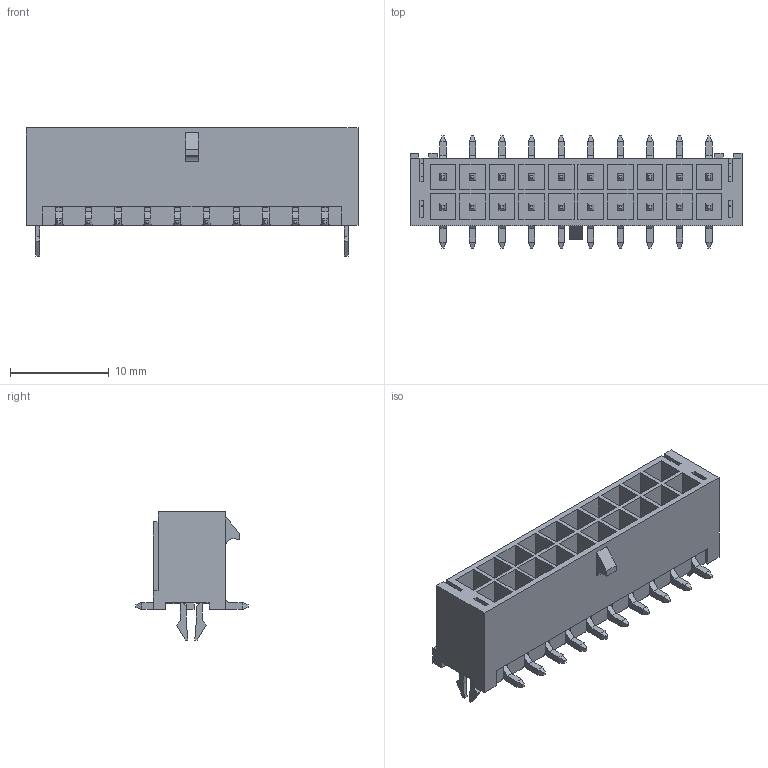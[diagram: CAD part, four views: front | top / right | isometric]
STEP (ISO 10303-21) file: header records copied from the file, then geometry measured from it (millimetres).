
FILE_DESCRIPTION(/* description */ ('Unknown'),/* implementation_level */ '2;1');
FILE_NAME(/* name */ '662020235922',/* time_stamp */ '2017-07-06T09:20:55+02:00',/* author */ ('Unknown'),/* organization */ ('Unknown'),/* preprocessor_version */ 'ST-DEVELOPER v16.7',/* originating_system */ 'DEX',/* authorisation */ $);
FILE_SCHEMA (('AUTOMOTIVE_DESIGN {1 0 10303 214 3 1 1}'));
Length unit declared in the file: millimetre
Products named in the file (4): 6620xx235922; 662020235922; 6620xx235922_PIN
Assembly tree (23 placements, depth 2):
  6620xx235922
    662020235922
    6620xx235922  x2
    6620xx235922_PIN  x20
Bounding box: 33.7 x 11.4 x 13 mm (x, y, z)
Volume: 1248 mm3; surface area: 3916.2 mm2
Topology: 23 solids, 23 shells, 1062 faces, 2903 edges, 1882 vertices
Faces by surface type: plane 999, cylinder 63
Entity records: 18305 total; most frequent: CARTESIAN_POINT 3267, ORIENTED_EDGE 3242, DIRECTION 2843, EDGE_CURVE 1621, LINE 1535, VECTOR 1535, VERTEX_POINT 1078, AXIS2_PLACEMENT_3D 654
